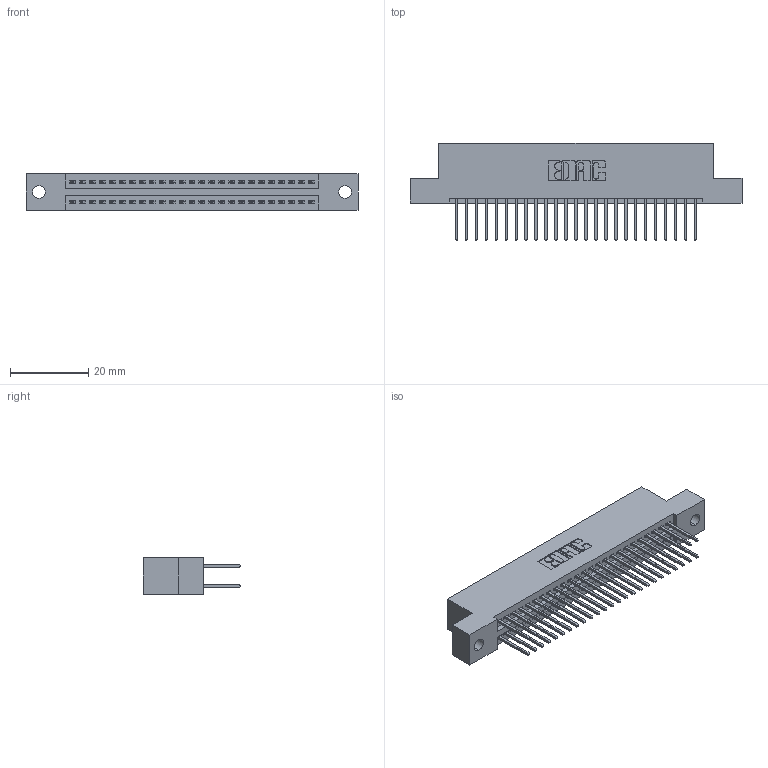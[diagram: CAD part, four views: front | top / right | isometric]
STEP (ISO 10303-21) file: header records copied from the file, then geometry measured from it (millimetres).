
FILE_DESCRIPTION (( 'STEP AP203' ), '1' );
FILE_NAME ('395-050-523-202.STEP', '2018-11-20T06:13:16', ( '' ), ( '' ), 'SwSTEP 2.0', 'SolidWorks 2016', '' );
FILE_SCHEMA (( 'CONFIG_CONTROL_DESIGN' ));
Length unit declared in the file: inch
Products named in the file (3): 345 Part_Flush Mounting Lugs - 0.128 Dia; 345-292-001_345-293-123; 395-050-523-202
Assembly tree (51 placements, depth 2):
  395-050-523-202
    345 Part_Flush Mounting Lugs - 0.128 Dia
    345-292-001_345-293-123  x50
Bounding box: 84.71 x 24.82 x 9.4 mm (x, y, z)
Volume: 8136.7 mm3; surface area: 11885.2 mm2
Topology: 51 solids, 51 shells, 2626 faces, 7791 edges, 5126 vertices
Faces by surface type: plane 1730, cylinder 896
Entity records: 21925 total; most frequent: CARTESIAN_POINT 3692, ORIENTED_EDGE 3626, DIRECTION 3277, EDGE_CURVE 1813, VECTOR 1581, LINE 1581, VERTEX_POINT 1206, AXIS2_PLACEMENT_3D 848
